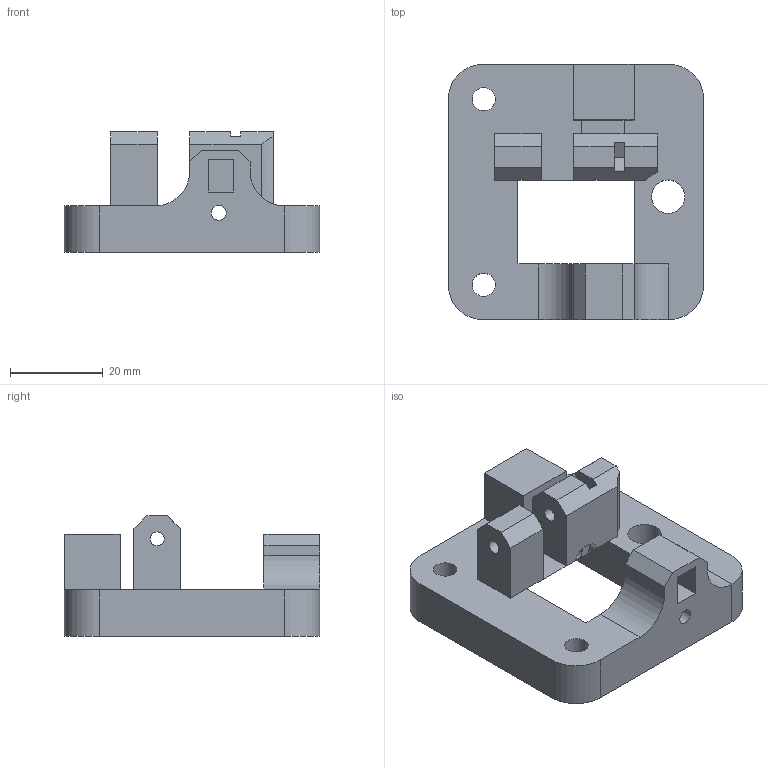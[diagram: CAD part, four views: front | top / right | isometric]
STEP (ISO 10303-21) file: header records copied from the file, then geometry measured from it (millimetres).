
FILE_DESCRIPTION(/* description */ (''),/* implementation_level */ '2;1');
FILE_NAME(/* name */ 'd_carriage_tension_bc.step',/* time_stamp */ '2017-10-17T09:50:56-04:00',/* author */ (''),/* organization */ (''),/* preprocessor_version */ 'ST-DEVELOPER v16.13',/* originating_system */ 'Autodesk Translation Framework v6.5.0.72',/* authorisation */ '');
FILE_SCHEMA (('AUTOMOTIVE_DESIGN { 1 0 10303 214 3 1 1 }'));
Length unit declared in the file: millimetre
Products named in the file (3): d_carriage_tension_bc v15; carriage; tensioner
Assembly tree (2 placements, depth 2):
  d_carriage_tension_bc v15
    carriage
    tensioner
Bounding box: 55 x 55 x 26 mm (x, y, z)
Volume: 29498.6 mm3; surface area: 12706.9 mm2
Topology: 2 solids, 2 shells, 92 faces, 259 edges, 171 vertices
Faces by surface type: plane 74, cylinder 18
Full cylindrical faces by diameter (mm): 3 x3, 3.25 x4, 5 x2, 7.2 x1
Entity records: 3080 total; most frequent: CARTESIAN_POINT 527, ORIENTED_EDGE 518, DIRECTION 493, EDGE_CURVE 259, LINE 219, VECTOR 219, VERTEX_POINT 171, AXIS2_PLACEMENT_3D 137
